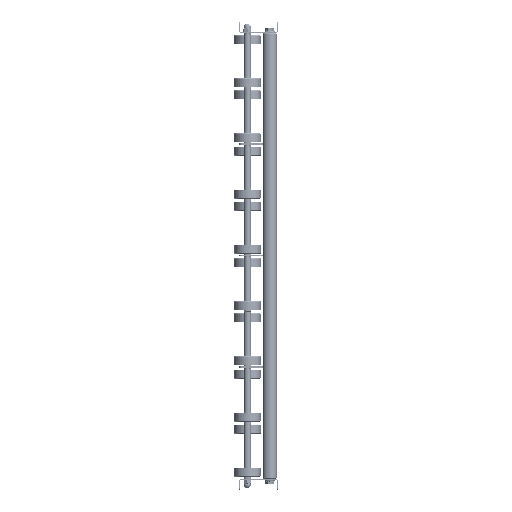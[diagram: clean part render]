
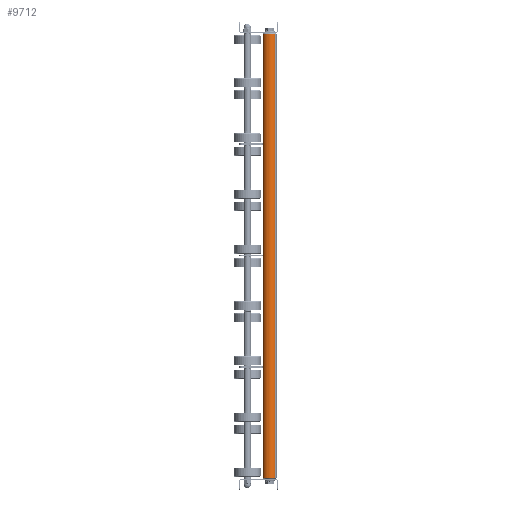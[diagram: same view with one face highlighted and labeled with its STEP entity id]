
A CAD part, left-side view. The second image highlights one B-rep face of the part: STEP entity #9712.
In plain terms, the highlighted cylindrical face has radius 12.5 mm (diameter 25 mm), a partial arc.
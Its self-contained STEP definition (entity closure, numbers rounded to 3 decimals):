
#145 = VERTEX_POINT ( 'NONE', #16642 ) ;
#612 = DIRECTION ( 'NONE',  ( 0., 0., -1. ) ) ;
#850 = DIRECTION ( 'NONE',  ( 1., 0., 0. ) ) ;
#856 = ORIENTED_EDGE ( 'NONE', *, *, #15368, .F. ) ;
#1167 = VERTEX_POINT ( 'NONE', #9335 ) ;
#3024 = ORIENTED_EDGE ( 'NONE', *, *, #3215, .T. ) ;
#3215 = EDGE_CURVE ( 'NONE', #8799, #145, #19911, .T. ) ;
#3382 = DIRECTION ( 'NONE',  ( -1., 0., 0. ) ) ;
#3726 = VERTEX_POINT ( 'NONE', #8242 ) ;
#5272 = LINE ( 'NONE', #8552, #14826 ) ;
#5889 = DIRECTION ( 'NONE',  ( -1., 0., 0. ) ) ;
#6758 = VECTOR ( 'NONE', #13726, 1000. ) ;
#6945 = EDGE_LOOP ( 'NONE', ( #856, #3024, #17627, #15170 ) ) ;
#7060 = LINE ( 'NONE', #15592, #6758 ) ;
#7161 = CARTESIAN_POINT ( 'NONE',  ( 799., 0., -12.5 ) ) ;
#7695 = AXIS2_PLACEMENT_3D ( 'NONE', #18721, #3382, #20244 ) ;
#8242 = CARTESIAN_POINT ( 'NONE',  ( 1., 0., 12.5 ) ) ;
#8552 = CARTESIAN_POINT ( 'NONE',  ( 800., 0., -12.5 ) ) ;
#8799 = VERTEX_POINT ( 'NONE', #7161 ) ;
#9335 = CARTESIAN_POINT ( 'NONE',  ( 1., 0., -12.5 ) ) ;
#9394 = DIRECTION ( 'NONE',  ( 0., 0., -1. ) ) ;
#9712 = ADVANCED_FACE ( 'NONE', ( #18290 ), #13209, .T. ) ;
#10497 = DIRECTION ( 'NONE',  ( -1., 0., 0. ) ) ;
#11947 = AXIS2_PLACEMENT_3D ( 'NONE', #19478, #850, #9394 ) ;
#12556 = EDGE_CURVE ( 'NONE', #3726, #1167, #21431, .T. ) ;
#13209 = CYLINDRICAL_SURFACE ( 'NONE', #7695, 12.5 ) ;
#13726 = DIRECTION ( 'NONE',  ( -1., 0., 0. ) ) ;
#14826 = VECTOR ( 'NONE', #10497, 1000. ) ;
#15170 = ORIENTED_EDGE ( 'NONE', *, *, #12556, .T. ) ;
#15368 = EDGE_CURVE ( 'NONE', #8799, #1167, #5272, .T. ) ;
#15592 = CARTESIAN_POINT ( 'NONE',  ( 800., 0., 12.5 ) ) ;
#16642 = CARTESIAN_POINT ( 'NONE',  ( 799., 0., 12.5 ) ) ;
#16780 = AXIS2_PLACEMENT_3D ( 'NONE', #20906, #5889, #612 ) ;
#17627 = ORIENTED_EDGE ( 'NONE', *, *, #20384, .T. ) ;
#18290 = FACE_OUTER_BOUND ( 'NONE', #6945, .T. ) ;
#18721 = CARTESIAN_POINT ( 'NONE',  ( 800., 0., 0. ) ) ;
#19478 = CARTESIAN_POINT ( 'NONE',  ( 1., 0., 0. ) ) ;
#19911 = CIRCLE ( 'NONE', #16780, 12.5 ) ;
#20244 = DIRECTION ( 'NONE',  ( 0., 0., 1. ) ) ;
#20384 = EDGE_CURVE ( 'NONE', #145, #3726, #7060, .T. ) ;
#20906 = CARTESIAN_POINT ( 'NONE',  ( 799., 0., 0. ) ) ;
#21431 = CIRCLE ( 'NONE', #11947, 12.5 ) ;
